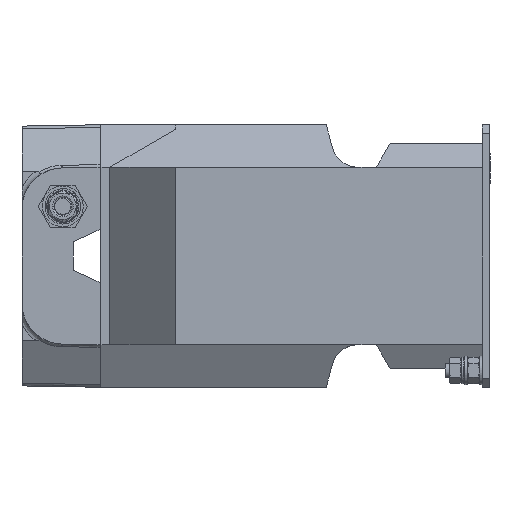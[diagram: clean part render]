
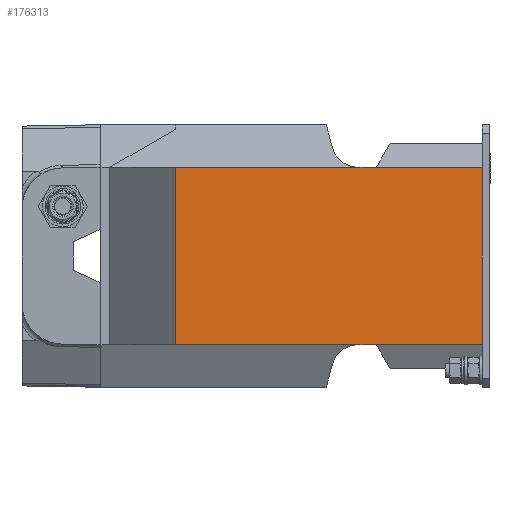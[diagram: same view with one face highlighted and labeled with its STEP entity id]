
A CAD part, left-side view. The second image highlights one B-rep face of the part: STEP entity #176313.
In plain terms, the highlighted planar face has unit normal (-1, 0, 0).
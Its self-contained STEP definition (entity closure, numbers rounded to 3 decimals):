
#5218 = LINE ( 'NONE', #29128, #193355 ) ;
#29128 = CARTESIAN_POINT ( 'NONE',  ( -137.5, 174., 50. ) ) ;
#29890 = DIRECTION ( 'NONE',  ( 0., 0., 1. ) ) ;
#38237 = VERTEX_POINT ( 'NONE', #136802 ) ;
#40399 = VECTOR ( 'NONE', #223982, 1000. ) ;
#40538 = FACE_OUTER_BOUND ( 'NONE', #78311, .T. ) ;
#41607 = EDGE_CURVE ( 'NONE', #170552, #38237, #83096, .T. ) ;
#42606 = CARTESIAN_POINT ( 'NONE',  ( -137.5, 174., 50. ) ) ;
#47455 = DIRECTION ( 'NONE',  ( 0., -1., 0. ) ) ;
#51038 = ORIENTED_EDGE ( 'NONE', *, *, #134065, .F. ) ;
#52800 = CARTESIAN_POINT ( 'NONE',  ( -137.5, 1., 50. ) ) ;
#55956 = VECTOR ( 'NONE', #29890, 1000. ) ;
#56469 = VERTEX_POINT ( 'NONE', #52800 ) ;
#58349 = ORIENTED_EDGE ( 'NONE', *, *, #192801, .F. ) ;
#61508 = DIRECTION ( 'NONE',  ( 0., -1., 0. ) ) ;
#62235 = DIRECTION ( 'NONE',  ( 0., 0., 1. ) ) ;
#71677 = EDGE_CURVE ( 'NONE', #38237, #56469, #195637, .T. ) ;
#78311 = EDGE_LOOP ( 'NONE', ( #189638, #51038, #58349, #87695 ) ) ;
#83096 = LINE ( 'NONE', #96499, #40399 ) ;
#87695 = ORIENTED_EDGE ( 'NONE', *, *, #41607, .T. ) ;
#96499 = CARTESIAN_POINT ( 'NONE',  ( -137.5, 174., -50. ) ) ;
#105514 = VECTOR ( 'NONE', #62235, 1000. ) ;
#111226 = LINE ( 'NONE', #226260, #105514 ) ;
#133727 = CARTESIAN_POINT ( 'NONE',  ( -137.5, 174., -50. ) ) ;
#133935 = PLANE ( 'NONE',  #220815 ) ;
#134065 = EDGE_CURVE ( 'NONE', #227259, #56469, #5218, .T. ) ;
#136802 = CARTESIAN_POINT ( 'NONE',  ( -137.5, 1., -50. ) ) ;
#152318 = CARTESIAN_POINT ( 'NONE',  ( -137.5, 174., -50. ) ) ;
#170552 = VERTEX_POINT ( 'NONE', #133727 ) ;
#170593 = DIRECTION ( 'NONE',  ( -1., 0., 0. ) ) ;
#176313 = ADVANCED_FACE ( 'NONE', ( #40538 ), #133935, .T. ) ;
#189638 = ORIENTED_EDGE ( 'NONE', *, *, #71677, .T. ) ;
#192801 = EDGE_CURVE ( 'NONE', #170552, #227259, #111226, .T. ) ;
#193355 = VECTOR ( 'NONE', #47455, 1000. ) ;
#195637 = LINE ( 'NONE', #228972, #55956 ) ;
#220815 = AXIS2_PLACEMENT_3D ( 'NONE', #152318, #170593, #61508 ) ;
#223982 = DIRECTION ( 'NONE',  ( 0., -1., 0. ) ) ;
#226260 = CARTESIAN_POINT ( 'NONE',  ( -137.5, 174., -50. ) ) ;
#227259 = VERTEX_POINT ( 'NONE', #42606 ) ;
#228972 = CARTESIAN_POINT ( 'NONE',  ( -137.5, 1., -50. ) ) ;
